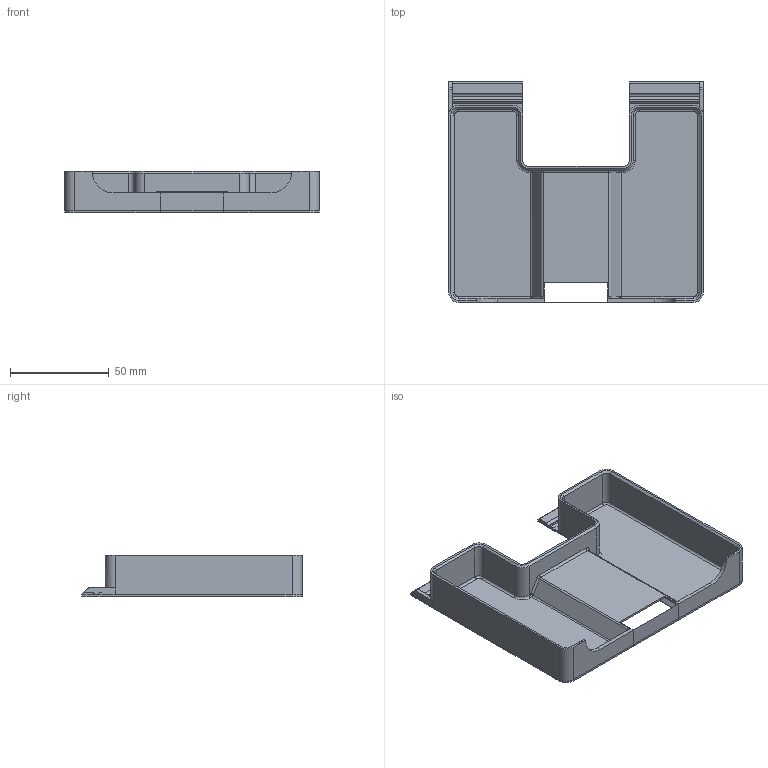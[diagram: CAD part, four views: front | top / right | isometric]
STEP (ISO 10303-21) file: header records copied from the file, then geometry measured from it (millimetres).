
FILE_DESCRIPTION(('FreeCAD Model'),'2;1');
FILE_NAME('Open CASCADE Shape Model','2025-09-13T18:50:39',(''),(''), 'Open CASCADE STEP processor 7.8','FreeCAD','Unknown');
FILE_SCHEMA(('AUTOMOTIVE_DESIGN { 1 0 10303 214 1 1 1 1 }'));
Length unit declared in the file: millimetre
Products named in the file (1): bucket_V2.4-central
Bounding box: 129 x 112 x 21 mm (x, y, z)
Volume: 30290.5 mm3; surface area: 42578.7 mm2
Topology: 1 solids, 1 shells, 168 faces, 436 edges, 268 vertices
Faces by surface type: plane 91, cylinder 47, bspline 14, torus 8, cone 8
Entity records: 12223 total; most frequent: CARTESIAN_POINT 3622, DIRECTION 1593, LINE 1039, VECTOR 1039, ORIENTED_EDGE 872, PCURVE 872, DEFINITIONAL_REPRESENTATION 872, EDGE_CURVE 436
